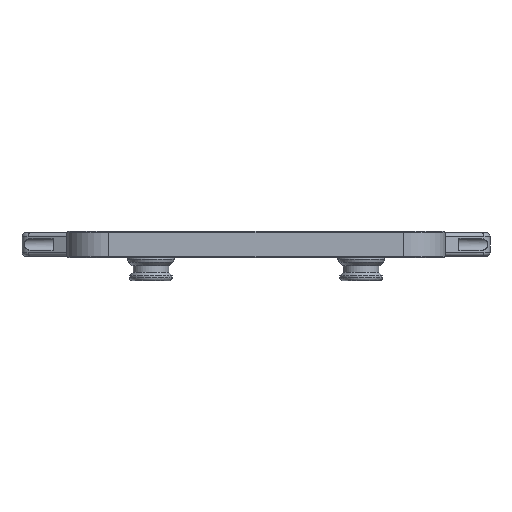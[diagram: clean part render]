
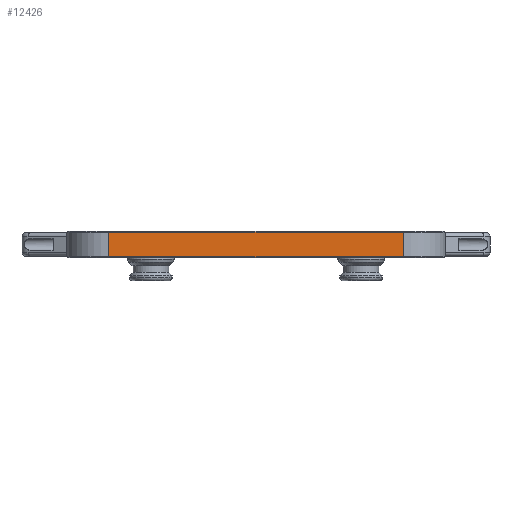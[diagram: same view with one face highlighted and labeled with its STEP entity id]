
A CAD part, left-side view. The second image highlights one B-rep face of the part: STEP entity #12426.
In plain terms, the highlighted planar face has unit normal (-1, 0, 0).
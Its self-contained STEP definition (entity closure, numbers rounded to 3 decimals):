
#998=LINE('',#21234,#1606);
#1004=LINE('',#21252,#1612);
#1005=LINE('',#21256,#1613);
#1006=LINE('',#21257,#1614);
#1606=VECTOR('',#17347,10.);
#1612=VECTOR('',#17371,10.);
#1613=VECTOR('',#17376,10.);
#1614=VECTOR('',#17377,10.);
#3837=FACE_OUTER_BOUND('',#5108,.T.);
#5108=EDGE_LOOP('',(#11235,#11236,#11237,#11238));
#6969=VERTEX_POINT('',#21228);
#6970=VERTEX_POINT('',#21232);
#6973=VERTEX_POINT('',#21251);
#6974=VERTEX_POINT('',#21255);
#8408=EDGE_CURVE('',#6969,#6970,#998,.T.);
#8417=EDGE_CURVE('',#6970,#6973,#1004,.T.);
#8419=EDGE_CURVE('',#6974,#6969,#1005,.T.);
#8420=EDGE_CURVE('',#6973,#6974,#1006,.T.);
#11235=ORIENTED_EDGE('',*,*,#8408,.F.);
#11236=ORIENTED_EDGE('',*,*,#8419,.F.);
#11237=ORIENTED_EDGE('',*,*,#8420,.F.);
#11238=ORIENTED_EDGE('',*,*,#8417,.F.);
#11709=PLANE('',#13916);
#12426=ADVANCED_FACE('',(#3837),#11709,.T.);
#13916=AXIS2_PLACEMENT_3D('',#21254,#17374,#17375);
#17347=DIRECTION('',(0.,1.,0.));
#17371=DIRECTION('',(0.,0.,1.));
#17374=DIRECTION('center_axis',(-1.,0.,0.));
#17375=DIRECTION('ref_axis',(0.,-1.,0.));
#17376=DIRECTION('',(0.,0.,-1.));
#17377=DIRECTION('',(0.,-1.,0.));
#21228=CARTESIAN_POINT('',(-187.5,-140.,1.));
#21232=CARTESIAN_POINT('',(-187.5,140.,1.));
#21234=CARTESIAN_POINT('',(-187.5,90.,1.));
#21251=CARTESIAN_POINT('',(-187.5,140.,24.));
#21252=CARTESIAN_POINT('',(-187.5,140.,0.));
#21254=CARTESIAN_POINT('Origin',(-187.5,180.,0.));
#21255=CARTESIAN_POINT('',(-187.5,-140.,24.));
#21256=CARTESIAN_POINT('',(-187.5,-140.,0.));
#21257=CARTESIAN_POINT('',(-187.5,90.,24.));
